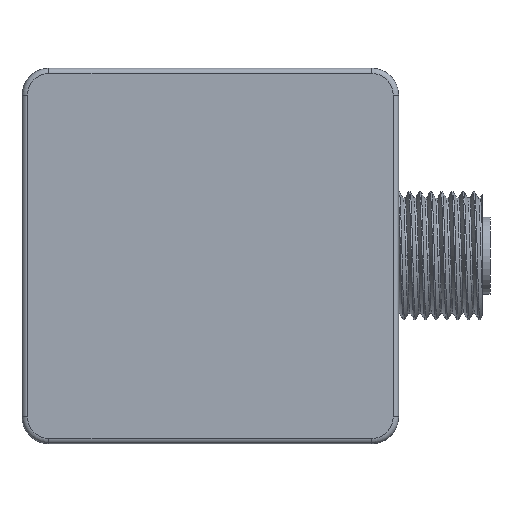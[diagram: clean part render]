
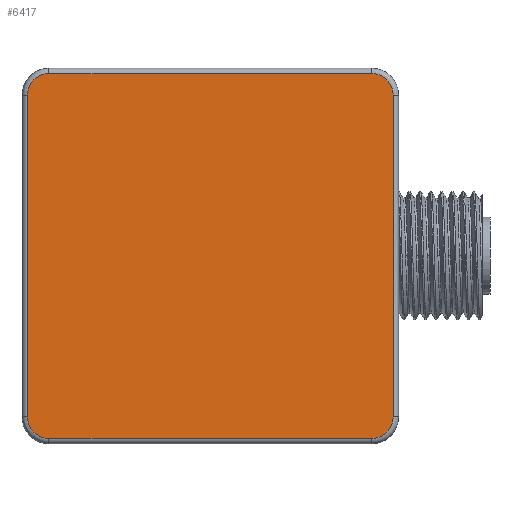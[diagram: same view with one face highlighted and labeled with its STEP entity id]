
A CAD part, left-side view. The second image highlights one B-rep face of the part: STEP entity #6417.
In plain terms, the highlighted planar face has unit normal (-1, 0, 0).
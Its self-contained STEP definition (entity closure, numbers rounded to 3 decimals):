
#521=CIRCLE('',#6956,2.);
#533=CIRCLE('',#6971,2.);
#534=CIRCLE('',#6974,2.);
#541=CIRCLE('',#6984,2.);
#766=PLANE('',#7000);
#1059=FACE_OUTER_BOUND('',#1501,.T.);
#1501=EDGE_LOOP('',(#5136,#5137,#5138,#5139,#5140,#5141,#5142,#5143));
#2041=LINE('',#13505,#2464);
#2043=LINE('',#13509,#2466);
#2048=LINE('',#13516,#2471);
#2050=LINE('',#13519,#2473);
#2464=VECTOR('',#8152,10.);
#2466=VECTOR('',#8158,10.);
#2471=VECTOR('',#8167,10.);
#2473=VECTOR('',#8171,10.);
#2985=VERTEX_POINT('',#13448);
#2986=VERTEX_POINT('',#13450);
#2994=VERTEX_POINT('',#13470);
#2995=VERTEX_POINT('',#13473);
#2996=VERTEX_POINT('',#13479);
#2997=VERTEX_POINT('',#13480);
#3002=VERTEX_POINT('',#13497);
#3003=VERTEX_POINT('',#13498);
#3682=EDGE_CURVE('',#2985,#2986,#521,.T.);
#3694=EDGE_CURVE('',#2995,#2994,#533,.T.);
#3696=EDGE_CURVE('',#2996,#2997,#534,.T.);
#3705=EDGE_CURVE('',#3002,#3003,#541,.T.);
#3709=EDGE_CURVE('',#3003,#2995,#2041,.T.);
#3711=EDGE_CURVE('',#2997,#3002,#2043,.T.);
#3716=EDGE_CURVE('',#2986,#2996,#2048,.T.);
#3718=EDGE_CURVE('',#2994,#2985,#2050,.T.);
#5136=ORIENTED_EDGE('',*,*,#3705,.F.);
#5137=ORIENTED_EDGE('',*,*,#3711,.F.);
#5138=ORIENTED_EDGE('',*,*,#3696,.F.);
#5139=ORIENTED_EDGE('',*,*,#3716,.F.);
#5140=ORIENTED_EDGE('',*,*,#3682,.F.);
#5141=ORIENTED_EDGE('',*,*,#3718,.F.);
#5142=ORIENTED_EDGE('',*,*,#3694,.F.);
#5143=ORIENTED_EDGE('',*,*,#3709,.F.);
#6417=ADVANCED_FACE('',(#1059),#766,.T.);
#6956=AXIS2_PLACEMENT_3D('',#13451,#8083,#8084);
#6971=AXIS2_PLACEMENT_3D('',#13475,#8113,#8114);
#6974=AXIS2_PLACEMENT_3D('',#13481,#8120,#8121);
#6984=AXIS2_PLACEMENT_3D('',#13499,#8142,#8143);
#7000=AXIS2_PLACEMENT_3D('',#13532,#8190,#8191);
#8083=DIRECTION('center_axis',(1.,0.,0.));
#8084=DIRECTION('ref_axis',(0.,0.707,-0.707));
#8113=DIRECTION('center_axis',(1.,0.,0.));
#8114=DIRECTION('ref_axis',(0.,-0.707,-0.707));
#8120=DIRECTION('center_axis',(1.,0.,0.));
#8121=DIRECTION('ref_axis',(0.,0.707,0.707));
#8142=DIRECTION('center_axis',(1.,0.,0.));
#8143=DIRECTION('ref_axis',(0.,-0.707,0.707));
#8152=DIRECTION('',(0.,0.,-1.));
#8158=DIRECTION('',(0.,-1.,0.));
#8167=DIRECTION('',(0.,0.,1.));
#8171=DIRECTION('',(0.,1.,0.));
#8190=DIRECTION('center_axis',(-1.,0.,0.));
#8191=DIRECTION('ref_axis',(0.,0.,1.));
#13448=CARTESIAN_POINT('',(-8.375,32.5,-16.95));
#13450=CARTESIAN_POINT('',(-8.375,34.5,-14.95));
#13451=CARTESIAN_POINT('Origin',(-8.375,32.5,-14.95));
#13470=CARTESIAN_POINT('',(-8.375,2.5,-16.95));
#13473=CARTESIAN_POINT('',(-8.375,0.5,-14.95));
#13475=CARTESIAN_POINT('Origin',(-8.375,2.5,-14.95));
#13479=CARTESIAN_POINT('',(-8.375,34.5,14.95));
#13480=CARTESIAN_POINT('',(-8.375,32.5,16.95));
#13481=CARTESIAN_POINT('Origin',(-8.375,32.5,14.95));
#13497=CARTESIAN_POINT('',(-8.375,2.5,16.95));
#13498=CARTESIAN_POINT('',(-8.375,0.5,14.95));
#13499=CARTESIAN_POINT('Origin',(-8.375,2.5,14.95));
#13505=CARTESIAN_POINT('',(-8.375,0.5,-8.725));
#13509=CARTESIAN_POINT('',(-8.375,0.,16.95));
#13516=CARTESIAN_POINT('',(-8.375,34.5,-8.725));
#13519=CARTESIAN_POINT('',(-8.375,0.,-16.95));
#13532=CARTESIAN_POINT('Origin',(-8.375,0.,-17.45));
